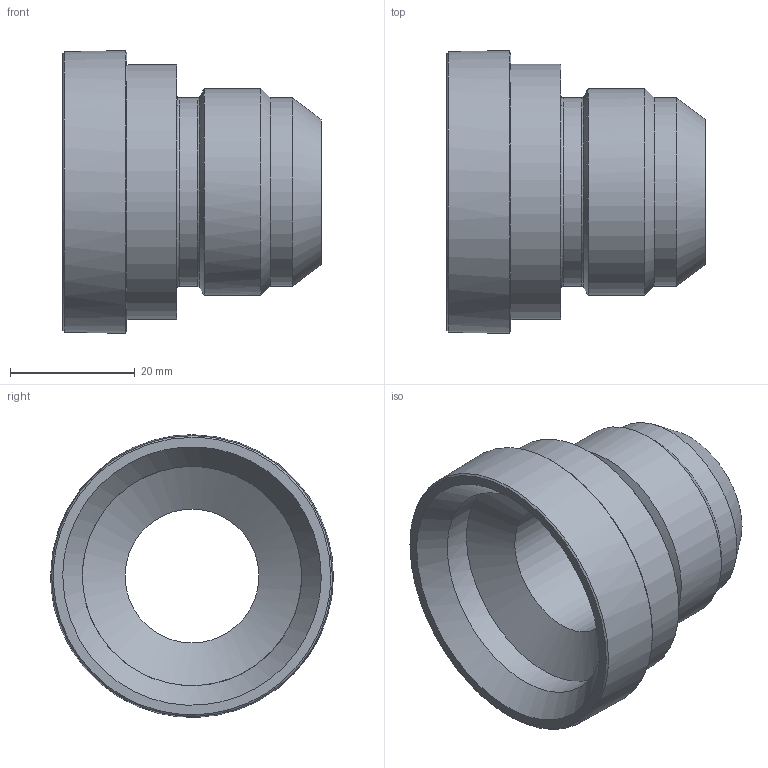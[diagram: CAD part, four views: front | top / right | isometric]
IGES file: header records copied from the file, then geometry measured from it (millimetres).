
Global section: file name: 24-16_trtx; native system: Autodesk Inventor 2016; preprocessor: unknown; author: ts03340; date: 20170823.083440; units: inch
Bounding box: 41.4 x 45.3 x 45.29 mm (x, y, z)
Volume: 22542.6 mm3; surface area: 9848.5 mm2
Topology: 1 solids, 1 shells, 20 faces, 52 edges, 36 vertices
Faces by surface type: bspline 20
